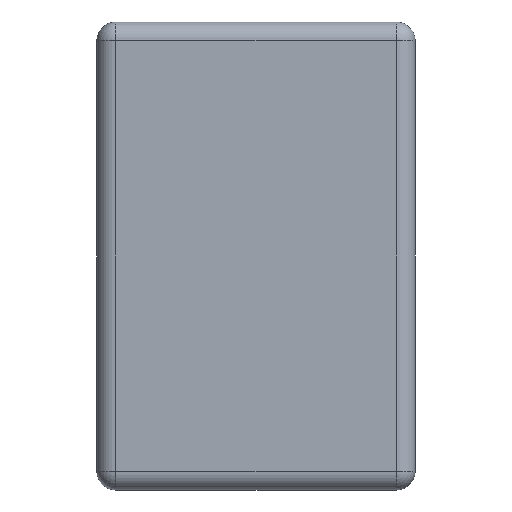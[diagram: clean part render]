
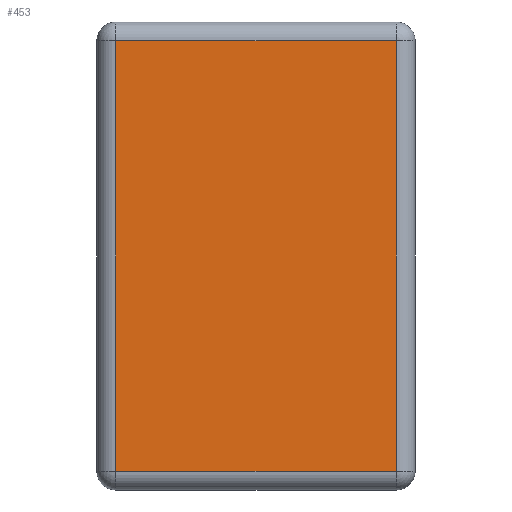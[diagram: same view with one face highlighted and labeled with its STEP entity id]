
A CAD part, front view. The second image highlights one B-rep face of the part: STEP entity #453.
In plain terms, the highlighted planar face has unit normal (0, -1, 0).
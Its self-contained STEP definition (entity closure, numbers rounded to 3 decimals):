
#15 = DIRECTION ( 'NONE',  ( 0., 0., 1. ) ) ;
#18 = EDGE_CURVE ( 'NONE', #630, #20, #538, .T. ) ;
#20 = VERTEX_POINT ( 'NONE', #228 ) ;
#37 = DIRECTION ( 'NONE',  ( -1., 0., 0. ) ) ;
#49 = AXIS2_PLACEMENT_3D ( 'NONE', #647, #442, #658 ) ;
#55 = EDGE_LOOP ( 'NONE', ( #461, #423, #517, #489 ) ) ;
#116 = VERTEX_POINT ( 'NONE', #294 ) ;
#127 = EDGE_CURVE ( 'NONE', #20, #282, #506, .T. ) ;
#164 = DIRECTION ( 'NONE',  ( 1., 0., 0. ) ) ;
#228 = CARTESIAN_POINT ( 'NONE',  ( 15., 0., 23. ) ) ;
#251 = FACE_OUTER_BOUND ( 'NONE', #55, .T. ) ;
#262 = CARTESIAN_POINT ( 'NONE',  ( -15., 0., 23. ) ) ;
#275 = DIRECTION ( 'NONE',  ( 0., 0., -1. ) ) ;
#282 = VERTEX_POINT ( 'NONE', #262 ) ;
#294 = CARTESIAN_POINT ( 'NONE',  ( -15., 0., -23. ) ) ;
#296 = CARTESIAN_POINT ( 'NONE',  ( -17., 0., 23. ) ) ;
#355 = EDGE_CURVE ( 'NONE', #116, #630, #419, .T. ) ;
#373 = VECTOR ( 'NONE', #15, 1000. ) ;
#375 = CARTESIAN_POINT ( 'NONE',  ( -15., 0., -25. ) ) ;
#405 = EDGE_CURVE ( 'NONE', #282, #116, #528, .T. ) ;
#419 = LINE ( 'NONE', #422, #607 ) ;
#422 = CARTESIAN_POINT ( 'NONE',  ( 17., 0., -23. ) ) ;
#423 = ORIENTED_EDGE ( 'NONE', *, *, #355, .T. ) ;
#442 = DIRECTION ( 'NONE',  ( 0., -1., 0. ) ) ;
#449 = PLANE ( 'NONE',  #49 ) ;
#453 = ADVANCED_FACE ( 'NONE', ( #251 ), #449, .T. ) ;
#461 = ORIENTED_EDGE ( 'NONE', *, *, #405, .T. ) ;
#489 = ORIENTED_EDGE ( 'NONE', *, *, #127, .T. ) ;
#506 = LINE ( 'NONE', #296, #662 ) ;
#517 = ORIENTED_EDGE ( 'NONE', *, *, #18, .T. ) ;
#528 = LINE ( 'NONE', #375, #536 ) ;
#536 = VECTOR ( 'NONE', #275, 1000. ) ;
#538 = LINE ( 'NONE', #641, #373 ) ;
#562 = CARTESIAN_POINT ( 'NONE',  ( 15., 0., -23. ) ) ;
#607 = VECTOR ( 'NONE', #164, 1000. ) ;
#630 = VERTEX_POINT ( 'NONE', #562 ) ;
#641 = CARTESIAN_POINT ( 'NONE',  ( 15., 0., 25. ) ) ;
#647 = CARTESIAN_POINT ( 'NONE',  ( 0., 0., 0. ) ) ;
#658 = DIRECTION ( 'NONE',  ( 0., 0., -1. ) ) ;
#662 = VECTOR ( 'NONE', #37, 1000. ) ;
